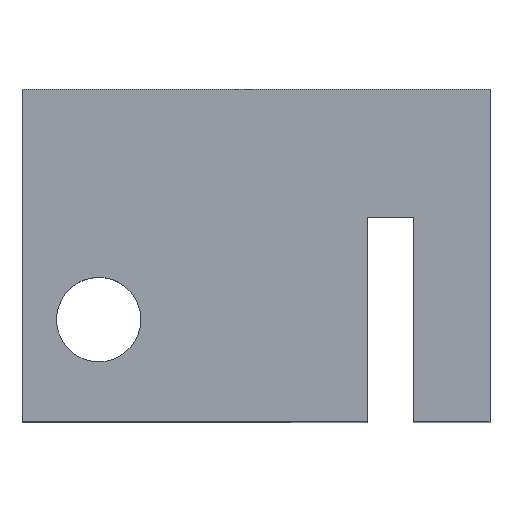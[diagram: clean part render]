
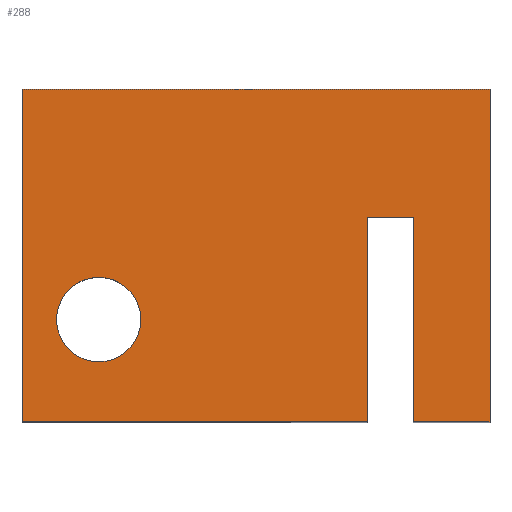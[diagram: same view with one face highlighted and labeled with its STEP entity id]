
A CAD part, top view. The second image highlights one B-rep face of the part: STEP entity #288.
In plain terms, the highlighted planar face has unit normal (0, 0, 1).
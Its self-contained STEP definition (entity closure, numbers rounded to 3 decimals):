
#18=FACE_BOUND('',#47,.T.);
#24=CIRCLE('',#318,1.65);
#31=FACE_OUTER_BOUND('',#46,.T.);
#46=EDGE_LOOP('',(#201,#202,#203,#204,#205,#206,#207,#208));
#47=EDGE_LOOP('',(#209));
#66=LINE('',#418,#99);
#70=LINE('',#426,#103);
#71=LINE('',#428,#104);
#72=LINE('',#430,#105);
#73=LINE('',#432,#106);
#74=LINE('',#434,#107);
#75=LINE('',#436,#108);
#76=LINE('',#437,#109);
#99=VECTOR('',#341,10.);
#103=VECTOR('',#347,10.);
#104=VECTOR('',#348,10.);
#105=VECTOR('',#349,10.);
#106=VECTOR('',#350,10.);
#107=VECTOR('',#351,10.);
#108=VECTOR('',#352,10.);
#109=VECTOR('',#353,10.);
#132=VERTEX_POINT('',#416);
#133=VERTEX_POINT('',#417);
#136=VERTEX_POINT('',#425);
#137=VERTEX_POINT('',#427);
#138=VERTEX_POINT('',#429);
#139=VERTEX_POINT('',#431);
#140=VERTEX_POINT('',#433);
#141=VERTEX_POINT('',#435);
#142=VERTEX_POINT('',#438);
#158=EDGE_CURVE('',#132,#133,#66,.T.);
#162=EDGE_CURVE('',#132,#136,#70,.T.);
#163=EDGE_CURVE('',#133,#137,#71,.T.);
#164=EDGE_CURVE('',#137,#138,#72,.T.);
#165=EDGE_CURVE('',#139,#138,#73,.T.);
#166=EDGE_CURVE('',#139,#140,#74,.T.);
#167=EDGE_CURVE('',#141,#140,#75,.T.);
#168=EDGE_CURVE('',#141,#136,#76,.T.);
#169=EDGE_CURVE('',#142,#142,#24,.T.);
#201=ORIENTED_EDGE('',*,*,#162,.F.);
#202=ORIENTED_EDGE('',*,*,#158,.T.);
#203=ORIENTED_EDGE('',*,*,#163,.T.);
#204=ORIENTED_EDGE('',*,*,#164,.T.);
#205=ORIENTED_EDGE('',*,*,#165,.F.);
#206=ORIENTED_EDGE('',*,*,#166,.T.);
#207=ORIENTED_EDGE('',*,*,#167,.F.);
#208=ORIENTED_EDGE('',*,*,#168,.T.);
#209=ORIENTED_EDGE('',*,*,#169,.F.);
#276=PLANE('',#317);
#288=ADVANCED_FACE('',(#31,#18),#276,.T.);
#317=AXIS2_PLACEMENT_3D('',#424,#345,#346);
#318=AXIS2_PLACEMENT_3D('',#439,#354,#355);
#341=DIRECTION('',(1.,0.,0.));
#345=DIRECTION('center_axis',(0.,0.,1.));
#346=DIRECTION('ref_axis',(-1.,0.,0.));
#347=DIRECTION('',(0.,-1.,0.));
#348=DIRECTION('',(0.,-1.,0.));
#349=DIRECTION('',(1.,0.,0.));
#350=DIRECTION('',(0.,-1.,0.));
#351=DIRECTION('',(-1.,0.,0.));
#352=DIRECTION('',(0.,1.,0.));
#353=DIRECTION('',(1.,0.,0.));
#354=DIRECTION('center_axis',(0.,0.,1.));
#355=DIRECTION('ref_axis',(1.,0.,0.));
#416=CARTESIAN_POINT('',(-7.8,1.,0.));
#417=CARTESIAN_POINT('',(-6.,1.,0.));
#418=CARTESIAN_POINT('',(-7.95,1.,0.));
#424=CARTESIAN_POINT('Origin',(-3.,0.,0.));
#425=CARTESIAN_POINT('',(-7.8,-7.,0.));
#426=CARTESIAN_POINT('',(-7.8,-5.,0.));
#427=CARTESIAN_POINT('',(-6.,-7.,0.));
#428=CARTESIAN_POINT('',(-6.,-5.,0.));
#429=CARTESIAN_POINT('',(-3.,-7.,0.));
#430=CARTESIAN_POINT('',(-3.75,-7.,0.));
#431=CARTESIAN_POINT('',(-3.,6.,0.));
#432=CARTESIAN_POINT('',(-3.,-5.,0.));
#433=CARTESIAN_POINT('',(-21.3,6.,0.));
#434=CARTESIAN_POINT('',(-18.3,6.,0.));
#435=CARTESIAN_POINT('',(-21.3,-7.,0.));
#436=CARTESIAN_POINT('',(-21.3,0.,0.));
#437=CARTESIAN_POINT('',(-8.775,-7.,0.));
#438=CARTESIAN_POINT('',(-19.95,-3.,0.));
#439=CARTESIAN_POINT('Origin',(-18.3,-3.,0.));
